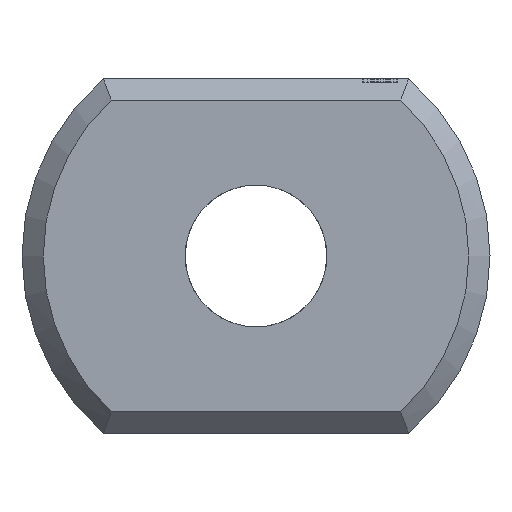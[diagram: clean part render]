
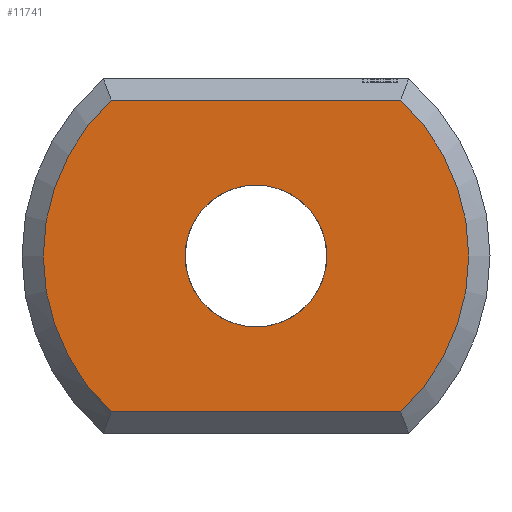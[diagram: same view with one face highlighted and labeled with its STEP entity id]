
A CAD part, left-side view. The second image highlights one B-rep face of the part: STEP entity #11741.
In plain terms, the highlighted planar face has unit normal (-1, 0, 0).
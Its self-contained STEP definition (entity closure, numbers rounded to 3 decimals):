
#298 = PLANE('',#299);
#299 = AXIS2_PLACEMENT_3D('',#300,#301,#302);
#300 = CARTESIAN_POINT('',(0.15,-2.154,-2.35));
#301 = DIRECTION('',(-0.707,0.,-0.707));
#302 = DIRECTION('',(0.,-1.,0.));
#725 = CONICAL_SURFACE('',#726,3.3,0.785);
#726 = AXIS2_PLACEMENT_3D('',#727,#728,#729);
#727 = CARTESIAN_POINT('',(0.3,0.,0.));
#728 = DIRECTION('',(1.,0.,0.));
#729 = DIRECTION('',(0.,0.653,-0.758));
#872 = CONICAL_SURFACE('',#873,3.3,0.785);
#873 = AXIS2_PLACEMENT_3D('',#874,#875,#876);
#874 = CARTESIAN_POINT('',(0.3,0.,0.));
#875 = DIRECTION('',(1.,0.,0.));
#876 = DIRECTION('',(0.,-0.653,0.758));
#909 = VERTEX_POINT('',#910);
#910 = CARTESIAN_POINT('',(0.,-2.04,-2.2));
#937 = VERTEX_POINT('',#938);
#938 = CARTESIAN_POINT('',(0.,2.04,-2.2));
#963 = EDGE_CURVE('',#909,#937,#964,.T.);
#964 = SURFACE_CURVE('',#965,(#969,#976),.PCURVE_S1.);
#965 = LINE('',#966,#967);
#966 = CARTESIAN_POINT('',(0.,-2.154,-2.2));
#967 = VECTOR('',#968,1.);
#968 = DIRECTION('',(0.,1.,0.));
#969 = PCURVE('',#298,#970);
#970 = DEFINITIONAL_REPRESENTATION('',(#971),#975);
#971 = LINE('',#972,#973);
#972 = CARTESIAN_POINT('',(0.,0.212));
#973 = VECTOR('',#974,1.);
#974 = DIRECTION('',(-1.,0.));
#975 = ( GEOMETRIC_REPRESENTATION_CONTEXT(2) 
PARAMETRIC_REPRESENTATION_CONTEXT() REPRESENTATION_CONTEXT('2D SPACE',''
  ) );
#976 = PCURVE('',#977,#982);
#977 = PLANE('',#978);
#978 = AXIS2_PLACEMENT_3D('',#979,#980,#981);
#979 = CARTESIAN_POINT('',(0.,0.,
    0.));
#980 = DIRECTION('',(1.,0.,0.));
#981 = DIRECTION('',(0.,0.,1.));
#982 = DEFINITIONAL_REPRESENTATION('',(#983),#987);
#983 = LINE('',#984,#985);
#984 = CARTESIAN_POINT('',(-2.2,2.154));
#985 = VECTOR('',#986,1.);
#986 = DIRECTION('',(0.,-1.));
#987 = ( GEOMETRIC_REPRESENTATION_CONTEXT(2) 
PARAMETRIC_REPRESENTATION_CONTEXT() REPRESENTATION_CONTEXT('2D SPACE',''
  ) );
#1763 = PLANE('',#1764);
#1764 = AXIS2_PLACEMENT_3D('',#1765,#1766,#1767);
#1765 = CARTESIAN_POINT('',(0.15,-2.154,2.35));
#1766 = DIRECTION('',(0.707,0.,-0.707
    ));
#1767 = DIRECTION('',(0.,-1.,0.));
#11528 = VERTEX_POINT('',#11529);
#11529 = CARTESIAN_POINT('',(0.,2.04,2.2));
#11554 = EDGE_CURVE('',#937,#11528,#11555,.T.);
#11555 = SURFACE_CURVE('',#11556,(#11561,#11568),.PCURVE_S1.);
#11556 = CIRCLE('',#11557,3.);
#11557 = AXIS2_PLACEMENT_3D('',#11558,#11559,#11560);
#11558 = CARTESIAN_POINT('',(0.,0.,
    0.));
#11559 = DIRECTION('',(1.,0.,0.));
#11560 = DIRECTION('',(0.,0.653,-0.758)
  );
#11561 = PCURVE('',#725,#11562);
#11562 = DEFINITIONAL_REPRESENTATION('',(#11563),#11567);
#11563 = LINE('',#11564,#11565);
#11564 = CARTESIAN_POINT('',(0.,-0.3));
#11565 = VECTOR('',#11566,1.);
#11566 = DIRECTION('',(1.,-0.));
#11567 = ( GEOMETRIC_REPRESENTATION_CONTEXT(2) 
PARAMETRIC_REPRESENTATION_CONTEXT() REPRESENTATION_CONTEXT('2D SPACE',''
  ) );
#11568 = PCURVE('',#977,#11569);
#11569 = DEFINITIONAL_REPRESENTATION('',(#11570),#11574);
#11570 = CIRCLE('',#11571,3.);
#11571 = AXIS2_PLACEMENT_2D('',#11572,#11573);
#11572 = CARTESIAN_POINT('',(0.,0.));
#11573 = DIRECTION('',(-0.758,-0.653));
#11574 = ( GEOMETRIC_REPRESENTATION_CONTEXT(2) 
PARAMETRIC_REPRESENTATION_CONTEXT() REPRESENTATION_CONTEXT('2D SPACE',''
  ) );
#11692 = VERTEX_POINT('',#11693);
#11693 = CARTESIAN_POINT('',(0.,-2.04,2.2));
#11720 = EDGE_CURVE('',#11692,#909,#11721,.T.);
#11721 = SURFACE_CURVE('',#11722,(#11727,#11734),.PCURVE_S1.);
#11722 = CIRCLE('',#11723,3.);
#11723 = AXIS2_PLACEMENT_3D('',#11724,#11725,#11726);
#11724 = CARTESIAN_POINT('',(0.,0.,
    0.));
#11725 = DIRECTION('',(1.,0.,0.));
#11726 = DIRECTION('',(0.,-0.653,0.758)
  );
#11727 = PCURVE('',#872,#11728);
#11728 = DEFINITIONAL_REPRESENTATION('',(#11729),#11733);
#11729 = LINE('',#11730,#11731);
#11730 = CARTESIAN_POINT('',(0.,-0.3));
#11731 = VECTOR('',#11732,1.);
#11732 = DIRECTION('',(1.,-0.));
#11733 = ( GEOMETRIC_REPRESENTATION_CONTEXT(2) 
PARAMETRIC_REPRESENTATION_CONTEXT() REPRESENTATION_CONTEXT('2D SPACE',''
  ) );
#11734 = PCURVE('',#977,#11735);
#11735 = DEFINITIONAL_REPRESENTATION('',(#11736),#11740);
#11736 = CIRCLE('',#11737,3.);
#11737 = AXIS2_PLACEMENT_2D('',#11738,#11739);
#11738 = CARTESIAN_POINT('',(0.,0.));
#11739 = DIRECTION('',(0.758,0.653));
#11740 = ( GEOMETRIC_REPRESENTATION_CONTEXT(2) 
PARAMETRIC_REPRESENTATION_CONTEXT() REPRESENTATION_CONTEXT('2D SPACE',''
  ) );
#11741 = ADVANCED_FACE('',(#11742,#11768),#977,.F.);
#11742 = FACE_BOUND('',#11743,.F.);
#11743 = EDGE_LOOP('',(#11744,#11745,#11766,#11767));
#11744 = ORIENTED_EDGE('',*,*,#11554,.T.);
#11745 = ORIENTED_EDGE('',*,*,#11746,.F.);
#11746 = EDGE_CURVE('',#11692,#11528,#11747,.T.);
#11747 = SURFACE_CURVE('',#11748,(#11752,#11759),.PCURVE_S1.);
#11748 = LINE('',#11749,#11750);
#11749 = CARTESIAN_POINT('',(0.,-2.154,2.2));
#11750 = VECTOR('',#11751,1.);
#11751 = DIRECTION('',(0.,1.,0.));
#11752 = PCURVE('',#977,#11753);
#11753 = DEFINITIONAL_REPRESENTATION('',(#11754),#11758);
#11754 = LINE('',#11755,#11756);
#11755 = CARTESIAN_POINT('',(2.2,2.154));
#11756 = VECTOR('',#11757,1.);
#11757 = DIRECTION('',(0.,-1.));
#11758 = ( GEOMETRIC_REPRESENTATION_CONTEXT(2) 
PARAMETRIC_REPRESENTATION_CONTEXT() REPRESENTATION_CONTEXT('2D SPACE',''
  ) );
#11759 = PCURVE('',#1763,#11760);
#11760 = DEFINITIONAL_REPRESENTATION('',(#11761),#11765);
#11761 = LINE('',#11762,#11763);
#11762 = CARTESIAN_POINT('',(0.,0.212));
#11763 = VECTOR('',#11764,1.);
#11764 = DIRECTION('',(-1.,0.));
#11765 = ( GEOMETRIC_REPRESENTATION_CONTEXT(2) 
PARAMETRIC_REPRESENTATION_CONTEXT() REPRESENTATION_CONTEXT('2D SPACE',''
  ) );
#11766 = ORIENTED_EDGE('',*,*,#11720,.T.);
#11767 = ORIENTED_EDGE('',*,*,#963,.T.);
#11768 = FACE_BOUND('',#11769,.T.);
#11769 = EDGE_LOOP('',(#11770));
#11770 = ORIENTED_EDGE('',*,*,#11771,.T.);
#11771 = EDGE_CURVE('',#11772,#11772,#11774,.T.);
#11772 = VERTEX_POINT('',#11773);
#11773 = CARTESIAN_POINT('',(0.,1.,0.));
#11774 = SURFACE_CURVE('',#11775,(#11780,#11787),.PCURVE_S1.);
#11775 = CIRCLE('',#11776,1.);
#11776 = AXIS2_PLACEMENT_3D('',#11777,#11778,#11779);
#11777 = CARTESIAN_POINT('',(0.,0.,0.));
#11778 = DIRECTION('',(1.,0.,0.));
#11779 = DIRECTION('',(0.,1.,0.));
#11780 = PCURVE('',#977,#11781);
#11781 = DEFINITIONAL_REPRESENTATION('',(#11782),#11786);
#11782 = CIRCLE('',#11783,1.);
#11783 = AXIS2_PLACEMENT_2D('',#11784,#11785);
#11784 = CARTESIAN_POINT('',(0.,0.));
#11785 = DIRECTION('',(0.,-1.));
#11786 = ( GEOMETRIC_REPRESENTATION_CONTEXT(2) 
PARAMETRIC_REPRESENTATION_CONTEXT() REPRESENTATION_CONTEXT('2D SPACE',''
  ) );
#11787 = PCURVE('',#11788,#11793);
#11788 = CYLINDRICAL_SURFACE('',#11789,1.);
#11789 = AXIS2_PLACEMENT_3D('',#11790,#11791,#11792);
#11790 = CARTESIAN_POINT('',(0.,0.,0.));
#11791 = DIRECTION('',(-1.,0.,0.));
#11792 = DIRECTION('',(0.,1.,0.));
#11793 = DEFINITIONAL_REPRESENTATION('',(#11794),#11798);
#11794 = LINE('',#11795,#11796);
#11795 = CARTESIAN_POINT('',(-0.,0.));
#11796 = VECTOR('',#11797,1.);
#11797 = DIRECTION('',(-1.,0.));
#11798 = ( GEOMETRIC_REPRESENTATION_CONTEXT(2) 
PARAMETRIC_REPRESENTATION_CONTEXT() REPRESENTATION_CONTEXT('2D SPACE',''
  ) );
